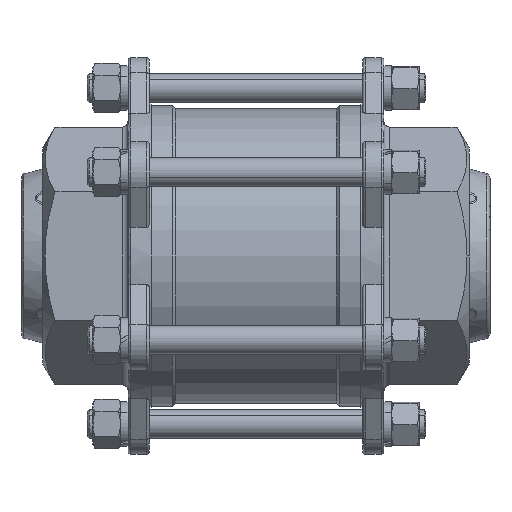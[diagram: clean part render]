
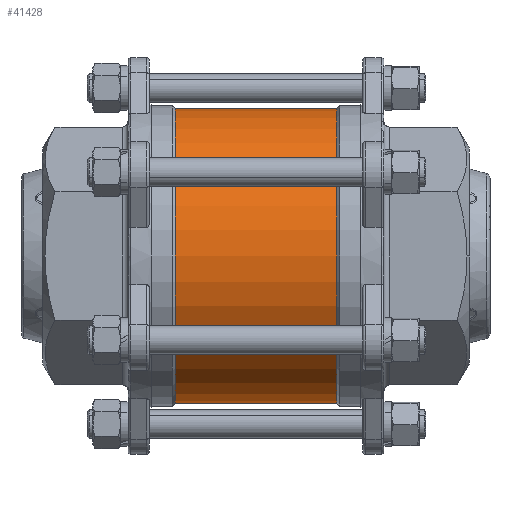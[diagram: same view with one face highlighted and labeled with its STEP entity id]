
A CAD part, front view. The second image highlights one B-rep face of the part: STEP entity #41428.
In plain terms, the highlighted cylindrical face has radius 83 mm (diameter 166 mm), a partial arc.
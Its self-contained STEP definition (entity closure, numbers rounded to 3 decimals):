
#3611=CIRCLE('',#44580,83.);
#3613=CIRCLE('',#44583,83.);
#5553=CYLINDRICAL_SURFACE('',#44585,83.);
#7914=ORIENTED_EDGE('',*,*,#20018,.F.);
#7915=ORIENTED_EDGE('',*,*,#20015,.T.);
#7916=ORIENTED_EDGE('',*,*,#20019,.T.);
#7917=ORIENTED_EDGE('',*,*,#20011,.F.);
#20011=EDGE_CURVE('',#26112,#26114,#3611,.T.);
#20015=EDGE_CURVE('',#26118,#26116,#3613,.T.);
#20018=EDGE_CURVE('',#26118,#26112,#29910,.T.);
#20019=EDGE_CURVE('',#26116,#26114,#29911,.T.);
#26112=VERTEX_POINT('',#77453);
#26114=VERTEX_POINT('',#77456);
#26116=VERTEX_POINT('',#77462);
#26118=VERTEX_POINT('',#77465);
#29910=LINE('',#77470,#32086);
#29911=LINE('',#77471,#32087);
#32086=VECTOR('',#49538,1000.);
#32087=VECTOR('',#49539,1000.);
#34337=EDGE_LOOP('',(#7914,#7915,#7916,#7917));
#37494=FACE_BOUND('',#34337,.T.);
#41428=ADVANCED_FACE('',(#37494),#5553,.T.);
#44580=AXIS2_PLACEMENT_3D('',#77455,#49523,#49524);
#44583=AXIS2_PLACEMENT_3D('',#77464,#49531,#49532);
#44585=AXIS2_PLACEMENT_3D('',#77469,#49536,#49537);
#49523=DIRECTION('',(-1.,0.,0.));
#49524=DIRECTION('',(0.,0.,1.));
#49531=DIRECTION('',(-1.,0.,0.));
#49532=DIRECTION('',(0.,0.,1.));
#49536=DIRECTION('',(-1.,0.,0.));
#49537=DIRECTION('',(0.,0.,1.));
#49538=DIRECTION('',(-1.,0.,0.));
#49539=DIRECTION('',(-1.,0.,0.));
#77453=CARTESIAN_POINT('',(-45.45,0.,-83.));
#77455=CARTESIAN_POINT('',(-45.45,0.,0.));
#77456=CARTESIAN_POINT('',(-45.45,0.,83.));
#77462=CARTESIAN_POINT('',(45.45,0.,83.));
#77464=CARTESIAN_POINT('',(45.45,0.,0.));
#77465=CARTESIAN_POINT('',(45.45,0.,-83.));
#77469=CARTESIAN_POINT('',(0.,0.,0.));
#77470=CARTESIAN_POINT('',(0.,0.,-83.));
#77471=CARTESIAN_POINT('',(0.,0.,83.));
